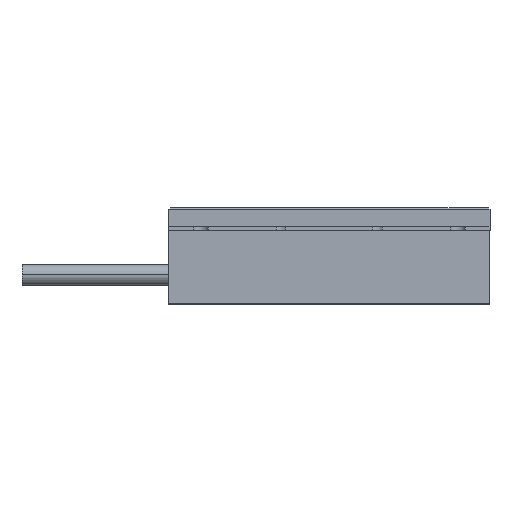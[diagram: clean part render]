
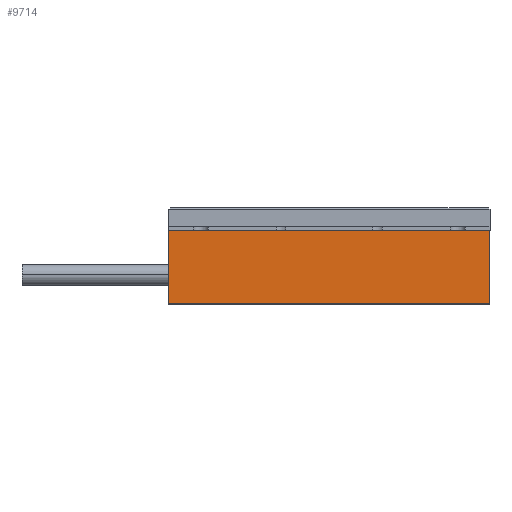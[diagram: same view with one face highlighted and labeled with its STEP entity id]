
A CAD part, top view. The second image highlights one B-rep face of the part: STEP entity #9714.
In plain terms, the highlighted planar face has unit normal (0, 0, 1).
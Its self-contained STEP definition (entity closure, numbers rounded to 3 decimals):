
#1158 = DIRECTION ( 'NONE',  ( 0., -1., 0. ) ) ;
#1293 = CARTESIAN_POINT ( 'NONE',  ( -25., 5.5, 25. ) ) ;
#4182 = VECTOR ( 'NONE', #10360, 1000. ) ;
#4210 = CARTESIAN_POINT ( 'NONE',  ( -31.357, 11.5, 25. ) ) ;
#9714 = ADVANCED_FACE ( 'NONE', ( #64845 ), #27855, .F. ) ;
#10360 = DIRECTION ( 'NONE',  ( 0., -1., 0. ) ) ;
#10531 = VECTOR ( 'NONE', #65420, 1000. ) ;
#10900 = CARTESIAN_POINT ( 'NONE',  ( -25., 0., 25. ) ) ;
#14655 = EDGE_CURVE ( 'NONE', #62719, #50915, #36262, .T. ) ;
#17992 = ORIENTED_EDGE ( 'NONE', *, *, #43718, .T. ) ;
#17999 = DIRECTION ( 'NONE',  ( -1., 0., 0. ) ) ;
#22587 = DIRECTION ( 'NONE',  ( 0., 0., -1. ) ) ;
#22703 = EDGE_CURVE ( 'NONE', #52690, #62719, #40189, .T. ) ;
#22793 = LINE ( 'NONE', #32958, #24297 ) ;
#24297 = VECTOR ( 'NONE', #1158, 1000. ) ;
#26778 = CARTESIAN_POINT ( 'NONE',  ( 25., 5.5, 25. ) ) ;
#27855 = PLANE ( 'NONE',  #65475 ) ;
#28243 = CARTESIAN_POINT ( 'NONE',  ( -25., 11.5, 25. ) ) ;
#28829 = EDGE_LOOP ( 'NONE', ( #17992, #30118, #58866, #69030 ) ) ;
#30118 = ORIENTED_EDGE ( 'NONE', *, *, #14655, .F. ) ;
#31722 = CARTESIAN_POINT ( 'NONE',  ( 25., 0., 25. ) ) ;
#32958 = CARTESIAN_POINT ( 'NONE',  ( -25., 5.5, 25. ) ) ;
#34596 = CARTESIAN_POINT ( 'NONE',  ( -25., 0., 25. ) ) ;
#36262 = LINE ( 'NONE', #26778, #4182 ) ;
#38199 = VECTOR ( 'NONE', #56644, 1000. ) ;
#40189 = LINE ( 'NONE', #4210, #38199 ) ;
#43718 = EDGE_CURVE ( 'NONE', #59981, #50915, #58791, .T. ) ;
#50915 = VERTEX_POINT ( 'NONE', #31722 ) ;
#51271 = CARTESIAN_POINT ( 'NONE',  ( 25., 11.5, 25. ) ) ;
#52690 = VERTEX_POINT ( 'NONE', #28243 ) ;
#56644 = DIRECTION ( 'NONE',  ( 1., 0., 0. ) ) ;
#58791 = LINE ( 'NONE', #10900, #10531 ) ;
#58866 = ORIENTED_EDGE ( 'NONE', *, *, #22703, .F. ) ;
#59981 = VERTEX_POINT ( 'NONE', #34596 ) ;
#60430 = EDGE_CURVE ( 'NONE', #52690, #59981, #22793, .T. ) ;
#62719 = VERTEX_POINT ( 'NONE', #51271 ) ;
#64845 = FACE_OUTER_BOUND ( 'NONE', #28829, .T. ) ;
#65420 = DIRECTION ( 'NONE',  ( 1., 0., 0. ) ) ;
#65475 = AXIS2_PLACEMENT_3D ( 'NONE', #1293, #22587, #17999 ) ;
#69030 = ORIENTED_EDGE ( 'NONE', *, *, #60430, .T. ) ;
